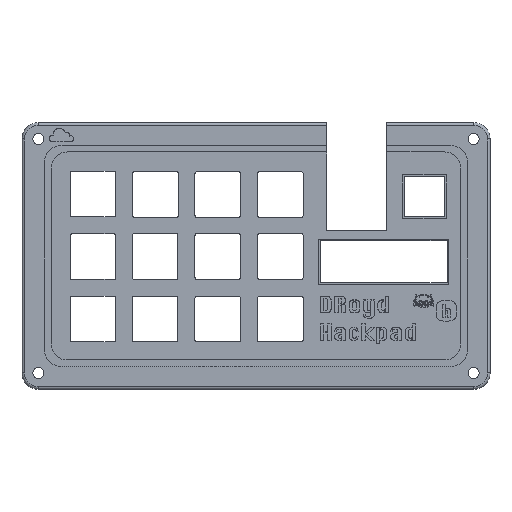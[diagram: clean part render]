
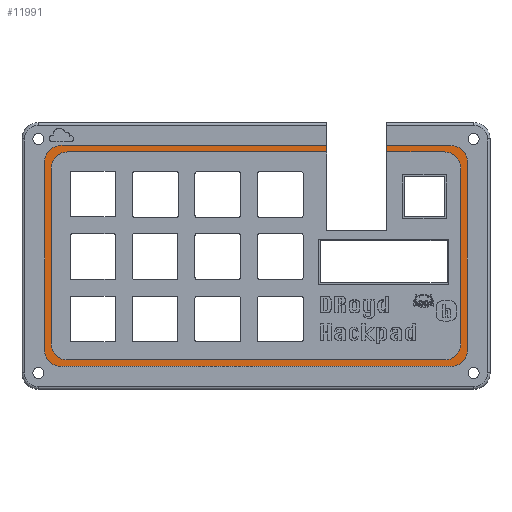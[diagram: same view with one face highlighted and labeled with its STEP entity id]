
A CAD part, top view. The second image highlights one B-rep face of the part: STEP entity #11991.
In plain terms, the highlighted planar face has unit normal (0, 0, 1).
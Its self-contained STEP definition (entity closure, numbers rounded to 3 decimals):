
#477=CIRCLE('',#12613,5.);
#479=CIRCLE('',#12617,5.);
#481=CIRCLE('',#12622,5.);
#483=CIRCLE('',#12626,5.);
#485=CIRCLE('',#12630,5.);
#487=CIRCLE('',#12634,5.);
#489=CIRCLE('',#12639,5.);
#491=CIRCLE('',#12643,5.);
#743=PLANE('',#12644);
#1095=FACE_OUTER_BOUND('',#1749,.T.);
#1749=EDGE_LOOP('',(#8386,#8387,#8388,#8389,#8390,#8391,#8392,#8393,#8394,
#8395,#8396,#8397,#8398,#8399,#8400,#8401,#8402,#8403,#8404,#8405));
#2467=LINE('',#16076,#3622);
#2472=LINE('',#16089,#3627);
#2476=LINE('',#16101,#3631);
#2479=LINE('',#16109,#3634);
#2484=LINE('',#16122,#3639);
#2488=LINE('',#16134,#3643);
#2492=LINE('',#16146,#3647);
#2496=LINE('',#16158,#3651);
#2499=LINE('',#16166,#3654);
#2504=LINE('',#16179,#3659);
#2505=LINE('',#16184,#3660);
#2506=LINE('',#16185,#3661);
#3622=VECTOR('',#13212,10.);
#3627=VECTOR('',#13225,10.);
#3631=VECTOR('',#13237,10.);
#3634=VECTOR('',#13242,10.);
#3639=VECTOR('',#13255,10.);
#3643=VECTOR('',#13267,10.);
#3647=VECTOR('',#13279,10.);
#3651=VECTOR('',#13291,10.);
#3654=VECTOR('',#13296,10.);
#3659=VECTOR('',#13309,10.);
#3660=VECTOR('',#13318,10.);
#3661=VECTOR('',#13319,10.);
#5104=VERTEX_POINT('',#16073);
#5105=VERTEX_POINT('',#16075);
#5107=VERTEX_POINT('',#16081);
#5109=VERTEX_POINT('',#16087);
#5111=VERTEX_POINT('',#16093);
#5113=VERTEX_POINT('',#16099);
#5116=VERTEX_POINT('',#16106);
#5117=VERTEX_POINT('',#16108);
#5119=VERTEX_POINT('',#16114);
#5121=VERTEX_POINT('',#16120);
#5123=VERTEX_POINT('',#16126);
#5125=VERTEX_POINT('',#16132);
#5127=VERTEX_POINT('',#16138);
#5129=VERTEX_POINT('',#16144);
#5131=VERTEX_POINT('',#16150);
#5133=VERTEX_POINT('',#16156);
#5136=VERTEX_POINT('',#16163);
#5137=VERTEX_POINT('',#16165);
#5139=VERTEX_POINT('',#16171);
#5141=VERTEX_POINT('',#16177);
#6377=EDGE_CURVE('',#5104,#5105,#2467,.T.);
#6381=EDGE_CURVE('',#5107,#5104,#477,.T.);
#6384=EDGE_CURVE('',#5109,#5107,#2472,.T.);
#6387=EDGE_CURVE('',#5111,#5109,#479,.T.);
#6390=EDGE_CURVE('',#5113,#5111,#2476,.T.);
#6393=EDGE_CURVE('',#5116,#5117,#2479,.T.);
#6397=EDGE_CURVE('',#5119,#5116,#481,.T.);
#6400=EDGE_CURVE('',#5121,#5119,#2484,.T.);
#6403=EDGE_CURVE('',#5123,#5121,#483,.T.);
#6406=EDGE_CURVE('',#5125,#5123,#2488,.T.);
#6409=EDGE_CURVE('',#5127,#5125,#485,.T.);
#6412=EDGE_CURVE('',#5129,#5127,#2492,.T.);
#6415=EDGE_CURVE('',#5131,#5129,#487,.T.);
#6418=EDGE_CURVE('',#5133,#5131,#2496,.T.);
#6421=EDGE_CURVE('',#5136,#5137,#2499,.T.);
#6425=EDGE_CURVE('',#5139,#5136,#489,.T.);
#6428=EDGE_CURVE('',#5141,#5139,#2504,.T.);
#6430=EDGE_CURVE('',#5105,#5141,#491,.T.);
#6431=EDGE_CURVE('',#5117,#5113,#2505,.T.);
#6432=EDGE_CURVE('',#5137,#5133,#2506,.T.);
#8386=ORIENTED_EDGE('',*,*,#6430,.F.);
#8387=ORIENTED_EDGE('',*,*,#6377,.F.);
#8388=ORIENTED_EDGE('',*,*,#6381,.F.);
#8389=ORIENTED_EDGE('',*,*,#6384,.F.);
#8390=ORIENTED_EDGE('',*,*,#6387,.F.);
#8391=ORIENTED_EDGE('',*,*,#6390,.F.);
#8392=ORIENTED_EDGE('',*,*,#6431,.F.);
#8393=ORIENTED_EDGE('',*,*,#6393,.F.);
#8394=ORIENTED_EDGE('',*,*,#6397,.F.);
#8395=ORIENTED_EDGE('',*,*,#6400,.F.);
#8396=ORIENTED_EDGE('',*,*,#6403,.F.);
#8397=ORIENTED_EDGE('',*,*,#6406,.F.);
#8398=ORIENTED_EDGE('',*,*,#6409,.F.);
#8399=ORIENTED_EDGE('',*,*,#6412,.F.);
#8400=ORIENTED_EDGE('',*,*,#6415,.F.);
#8401=ORIENTED_EDGE('',*,*,#6418,.F.);
#8402=ORIENTED_EDGE('',*,*,#6432,.F.);
#8403=ORIENTED_EDGE('',*,*,#6421,.F.);
#8404=ORIENTED_EDGE('',*,*,#6425,.F.);
#8405=ORIENTED_EDGE('',*,*,#6428,.F.);
#11991=ADVANCED_FACE('',(#1095),#743,.T.);
#12613=AXIS2_PLACEMENT_3D('',#16083,#13219,#13220);
#12617=AXIS2_PLACEMENT_3D('',#16095,#13231,#13232);
#12622=AXIS2_PLACEMENT_3D('',#16116,#13249,#13250);
#12626=AXIS2_PLACEMENT_3D('',#16128,#13261,#13262);
#12630=AXIS2_PLACEMENT_3D('',#16140,#13273,#13274);
#12634=AXIS2_PLACEMENT_3D('',#16152,#13285,#13286);
#12639=AXIS2_PLACEMENT_3D('',#16173,#13303,#13304);
#12643=AXIS2_PLACEMENT_3D('',#16182,#13314,#13315);
#12644=AXIS2_PLACEMENT_3D('',#16183,#13316,#13317);
#13212=DIRECTION('',(-1.,0.,0.));
#13219=DIRECTION('center_axis',(0.,0.,-1.));
#13220=DIRECTION('ref_axis',(0.,-1.,0.));
#13225=DIRECTION('',(0.,-1.,0.));
#13231=DIRECTION('center_axis',(0.,0.,-1.));
#13232=DIRECTION('ref_axis',(1.,0.,0.));
#13237=DIRECTION('',(1.,0.,0.));
#13242=DIRECTION('',(-1.,0.,0.));
#13249=DIRECTION('center_axis',(0.,0.,1.));
#13250=DIRECTION('ref_axis',(1.,0.,0.));
#13255=DIRECTION('',(0.,1.,0.));
#13261=DIRECTION('center_axis',(0.,0.,1.));
#13262=DIRECTION('ref_axis',(0.,-1.,0.));
#13267=DIRECTION('',(1.,0.,0.));
#13273=DIRECTION('center_axis',(0.,0.,1.));
#13274=DIRECTION('ref_axis',(-1.,0.,0.));
#13279=DIRECTION('',(0.,-1.,0.));
#13285=DIRECTION('center_axis',(0.,0.,1.));
#13286=DIRECTION('ref_axis',(0.,1.,0.));
#13291=DIRECTION('',(-1.,0.,0.));
#13296=DIRECTION('',(1.,0.,0.));
#13303=DIRECTION('center_axis',(0.,0.,-1.));
#13304=DIRECTION('ref_axis',(0.,1.,0.));
#13309=DIRECTION('',(0.,1.,0.));
#13314=DIRECTION('center_axis',(0.,0.,-1.));
#13315=DIRECTION('ref_axis',(-1.,0.,0.));
#13316=DIRECTION('center_axis',(0.,0.,1.));
#13317=DIRECTION('ref_axis',(-1.,0.,0.));
#13318=DIRECTION('',(0.,1.,0.));
#13319=DIRECTION('',(0.,-1.,0.));
#16073=CARTESIAN_POINT('',(119.6,-138.29,1.));
#16075=CARTESIAN_POINT('',(-0.4,-138.29,1.));
#16076=CARTESIAN_POINT('',(119.6,-138.29,1.));
#16081=CARTESIAN_POINT('',(124.6,-133.29,1.));
#16083=CARTESIAN_POINT('Origin',(119.6,-133.29,1.));
#16087=CARTESIAN_POINT('',(124.6,-75.29,1.));
#16089=CARTESIAN_POINT('',(124.6,-75.29,1.));
#16093=CARTESIAN_POINT('',(119.6,-70.29,1.));
#16095=CARTESIAN_POINT('Origin',(119.6,-75.29,1.));
#16099=CARTESIAN_POINT('',(99.8,-70.29,1.));
#16101=CARTESIAN_POINT('',(-0.4,-70.29,1.));
#16106=CARTESIAN_POINT('',(117.6,-72.29,1.));
#16108=CARTESIAN_POINT('',(99.8,-72.29,1.));
#16109=CARTESIAN_POINT('',(1.6,-72.29,1.));
#16114=CARTESIAN_POINT('',(122.6,-77.29,1.));
#16116=CARTESIAN_POINT('Origin',(117.6,-77.29,1.));
#16120=CARTESIAN_POINT('',(122.6,-131.29,1.));
#16122=CARTESIAN_POINT('',(122.6,-77.29,1.));
#16126=CARTESIAN_POINT('',(117.6,-136.29,1.));
#16128=CARTESIAN_POINT('Origin',(117.6,-131.29,1.));
#16132=CARTESIAN_POINT('',(1.6,-136.29,1.));
#16134=CARTESIAN_POINT('',(117.6,-136.29,1.));
#16138=CARTESIAN_POINT('',(-3.4,-131.29,1.));
#16140=CARTESIAN_POINT('Origin',(1.6,-131.29,1.));
#16144=CARTESIAN_POINT('',(-3.4,-77.29,1.));
#16146=CARTESIAN_POINT('',(-3.4,-131.29,1.));
#16150=CARTESIAN_POINT('',(1.6,-72.29,1.));
#16152=CARTESIAN_POINT('Origin',(1.6,-77.29,1.));
#16156=CARTESIAN_POINT('',(81.3,-72.29,1.));
#16158=CARTESIAN_POINT('',(1.6,-72.29,1.));
#16163=CARTESIAN_POINT('',(-0.4,-70.29,1.));
#16165=CARTESIAN_POINT('',(81.3,-70.29,1.));
#16166=CARTESIAN_POINT('',(-0.4,-70.29,1.));
#16171=CARTESIAN_POINT('',(-5.4,-75.29,1.));
#16173=CARTESIAN_POINT('Origin',(-0.4,-75.29,1.));
#16177=CARTESIAN_POINT('',(-5.4,-133.29,1.));
#16179=CARTESIAN_POINT('',(-5.4,-133.29,1.));
#16182=CARTESIAN_POINT('Origin',(-0.4,-133.29,1.));
#16183=CARTESIAN_POINT('Origin',(59.6,-104.29,1.));
#16184=CARTESIAN_POINT('',(99.8,-83.79,1.));
#16185=CARTESIAN_POINT('',(81.3,-100.34,1.));
